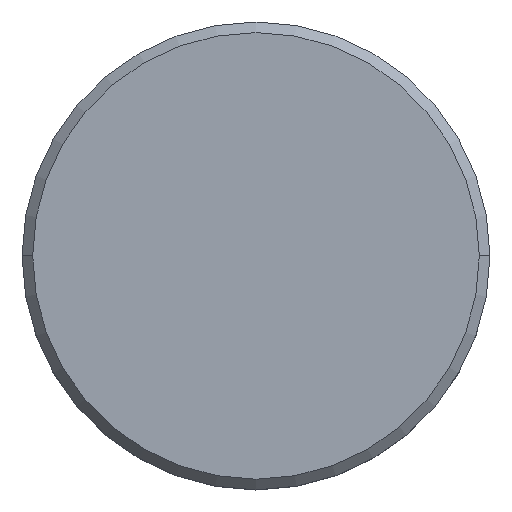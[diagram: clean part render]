
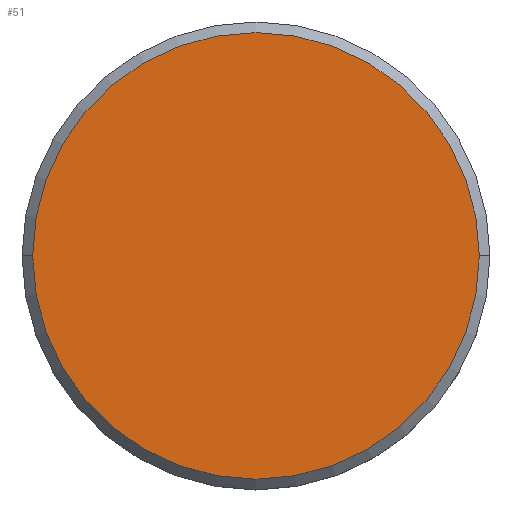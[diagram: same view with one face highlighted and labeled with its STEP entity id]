
A CAD part, top view. The second image highlights one B-rep face of the part: STEP entity #51.
In plain terms, the highlighted planar face has unit normal (0, 0, 1).
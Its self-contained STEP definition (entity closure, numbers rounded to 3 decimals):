
#29 = DIRECTION ( 'NONE',  ( 0., 0., 1. ) ) ;
#40 = CARTESIAN_POINT ( 'NONE',  ( 10.5, 0., 0. ) ) ;
#51 = ADVANCED_FACE ( 'NONE', ( #254 ), #495, .T. ) ;
#101 = CARTESIAN_POINT ( 'NONE',  ( 0., 0., 0. ) ) ;
#156 = ORIENTED_EDGE ( 'NONE', *, *, #208, .T. ) ;
#208 = EDGE_CURVE ( 'NONE', #434, #386, #977, .T. ) ;
#212 = DIRECTION ( 'NONE',  ( 1., 0., 0. ) ) ;
#254 = FACE_OUTER_BOUND ( 'NONE', #1124, .T. ) ;
#276 = DIRECTION ( 'NONE',  ( 1., 0., 0. ) ) ;
#355 = EDGE_CURVE ( 'NONE', #386, #434, #880, .T. ) ;
#361 = ORIENTED_EDGE ( 'NONE', *, *, #355, .T. ) ;
#385 = CARTESIAN_POINT ( 'NONE',  ( -10.5, 0., 0. ) ) ;
#386 = VERTEX_POINT ( 'NONE', #385 ) ;
#429 = AXIS2_PLACEMENT_3D ( 'NONE', #101, #613, #276 ) ;
#434 = VERTEX_POINT ( 'NONE', #40 ) ;
#495 = PLANE ( 'NONE',  #597 ) ;
#518 = DIRECTION ( 'NONE',  ( 0., 0., 1. ) ) ;
#537 = AXIS2_PLACEMENT_3D ( 'NONE', #929, #29, #212 ) ;
#597 = AXIS2_PLACEMENT_3D ( 'NONE', #607, #518, #876 ) ;
#607 = CARTESIAN_POINT ( 'NONE',  ( 0., 0., 0. ) ) ;
#613 = DIRECTION ( 'NONE',  ( 0., 0., 1. ) ) ;
#876 = DIRECTION ( 'NONE',  ( 1., 0., 0. ) ) ;
#880 = CIRCLE ( 'NONE', #537, 10.5 ) ;
#929 = CARTESIAN_POINT ( 'NONE',  ( 0., 0., 0. ) ) ;
#977 = CIRCLE ( 'NONE', #429, 10.5 ) ;
#1124 = EDGE_LOOP ( 'NONE', ( #361, #156 ) ) ;
